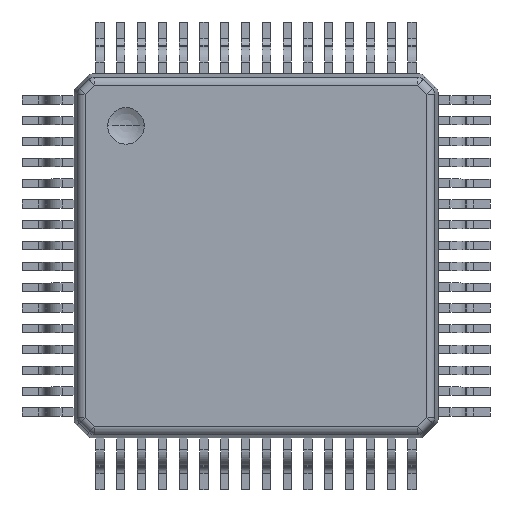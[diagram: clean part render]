
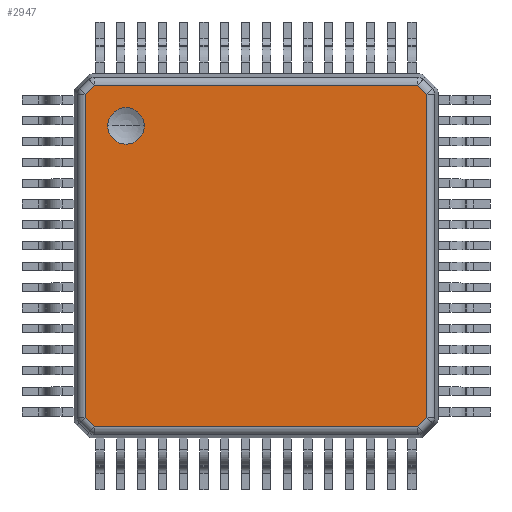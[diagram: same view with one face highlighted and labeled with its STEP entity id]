
A CAD part, top view. The second image highlights one B-rep face of the part: STEP entity #2947.
In plain terms, the highlighted face is planar.
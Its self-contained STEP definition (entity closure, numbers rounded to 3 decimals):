
#1017=DIRECTION('',(0.,0.,1.));
#1018=VECTOR('',#1017,6.223);
#1019=CARTESIAN_POINT('',(-3.286,0.437,-3.111));
#1020=LINE('',#1019,#1018);
#1024=DIRECTION('',(-0.707,0.,0.707));
#1025=VECTOR('',#1024,0.247);
#1026=CARTESIAN_POINT('',(-3.111,0.437,-3.286));
#1027=LINE('',#1026,#1025);
#1031=DIRECTION('',(-1.,0.,0.));
#1032=VECTOR('',#1031,6.223);
#1033=CARTESIAN_POINT('',(3.111,0.437,-3.286));
#1034=LINE('',#1033,#1032);
#1038=DIRECTION('',(-0.707,0.,-0.707));
#1039=VECTOR('',#1038,0.247);
#1040=CARTESIAN_POINT('',(3.286,0.437,-3.111));
#1041=LINE('',#1040,#1039);
#1045=DIRECTION('',(0.,0.,-1.));
#1046=VECTOR('',#1045,6.223);
#1047=CARTESIAN_POINT('',(3.286,0.437,3.111));
#1048=LINE('',#1047,#1046);
#1052=DIRECTION('',(0.707,0.,-0.707));
#1053=VECTOR('',#1052,0.247);
#1054=CARTESIAN_POINT('',(3.111,0.437,3.286));
#1055=LINE('',#1054,#1053);
#1059=DIRECTION('',(1.,0.,0.));
#1060=VECTOR('',#1059,6.223);
#1061=CARTESIAN_POINT('',(-3.111,0.437,3.286));
#1062=LINE('',#1061,#1060);
#1066=DIRECTION('',(0.707,0.,0.707));
#1067=VECTOR('',#1066,0.247);
#1068=CARTESIAN_POINT('',(-3.286,0.437,3.111));
#1069=LINE('',#1068,#1067);
#1073=CARTESIAN_POINT('',(-2.5,0.437,-2.5));
#1074=DIRECTION('',(0.,1.,0.));
#1075=DIRECTION('',(-1.,0.,0.));
#1076=AXIS2_PLACEMENT_3D('',#1073,#1074,#1075);
#1081=CARTESIAN_POINT('',(-2.5,0.437,-2.5));
#1082=DIRECTION('',(0.,1.,0.));
#1083=DIRECTION('',(1.,0.,0.));
#1084=AXIS2_PLACEMENT_3D('',#1081,#1082,#1083);
#1870=CARTESIAN_POINT('',(-2.85,0.437,-2.5));
#1871=CARTESIAN_POINT('',(-2.15,0.437,-2.5));
#1872=VERTEX_POINT('',#1870);
#1873=VERTEX_POINT('',#1871);
#1968=CARTESIAN_POINT('',(-3.286,0.437,-3.111));
#1969=CARTESIAN_POINT('',(-3.286,0.437,3.111));
#1970=VERTEX_POINT('',#1968);
#1971=VERTEX_POINT('',#1969);
#1976=CARTESIAN_POINT('',(-3.111,0.437,-3.286));
#1977=VERTEX_POINT('',#1976);
#2012=CARTESIAN_POINT('',(3.111,0.437,-3.286));
#2013=VERTEX_POINT('',#2012);
#2018=CARTESIAN_POINT('',(3.286,0.437,-3.111));
#2019=VERTEX_POINT('',#2018);
#2054=CARTESIAN_POINT('',(3.286,0.437,3.111));
#2055=VERTEX_POINT('',#2054);
#2079=CARTESIAN_POINT('',(3.111,0.437,3.286));
#2080=VERTEX_POINT('',#2079);
#2138=CARTESIAN_POINT('',(-3.111,0.437,3.286));
#2139=VERTEX_POINT('',#2138);
#2920=CARTESIAN_POINT('',(0.,0.437,0.));
#2921=DIRECTION('',(0.,1.,0.));
#2922=DIRECTION('',(1.,0.,0.));
#2923=AXIS2_PLACEMENT_3D('',#2920,#2921,#2922);
#2924=PLANE('',#2923);
#2926=ORIENTED_EDGE('',*,*,#2925,.F.);
#2928=ORIENTED_EDGE('',*,*,#2927,.F.);
#2930=ORIENTED_EDGE('',*,*,#2929,.F.);
#2932=ORIENTED_EDGE('',*,*,#2931,.F.);
#2934=ORIENTED_EDGE('',*,*,#2933,.F.);
#2936=ORIENTED_EDGE('',*,*,#2935,.F.);
#2937=ORIENTED_EDGE('',*,*,#2888,.F.);
#2938=ORIENTED_EDGE('',*,*,#2911,.F.);
#2939=EDGE_LOOP('',(#2926,#2928,#2930,#2932,#2934,#2936,#2937,#2938));
#2940=FACE_OUTER_BOUND('',#2939,.F.);
#2942=ORIENTED_EDGE('',*,*,#2941,.T.);
#2944=ORIENTED_EDGE('',*,*,#2943,.T.);
#2945=EDGE_LOOP('',(#2942,#2944));
#2946=FACE_BOUND('',#2945,.F.);
#2947=ADVANCED_FACE('',(#2940,#2946),#2924,.T.);
#1077=CIRCLE('',#1076,0.35);
#1085=CIRCLE('',#1084,0.35);
#2888=EDGE_CURVE('',#2139,#2080,#1062,.T.);
#2911=EDGE_CURVE('',#1971,#2139,#1069,.T.);
#2925=EDGE_CURVE('',#1970,#1971,#1020,.T.);
#2927=EDGE_CURVE('',#1977,#1970,#1027,.T.);
#2929=EDGE_CURVE('',#2013,#1977,#1034,.T.);
#2931=EDGE_CURVE('',#2019,#2013,#1041,.T.);
#2933=EDGE_CURVE('',#2055,#2019,#1048,.T.);
#2935=EDGE_CURVE('',#2080,#2055,#1055,.T.);
#2941=EDGE_CURVE('',#1872,#1873,#1077,.T.);
#2943=EDGE_CURVE('',#1873,#1872,#1085,.T.);
